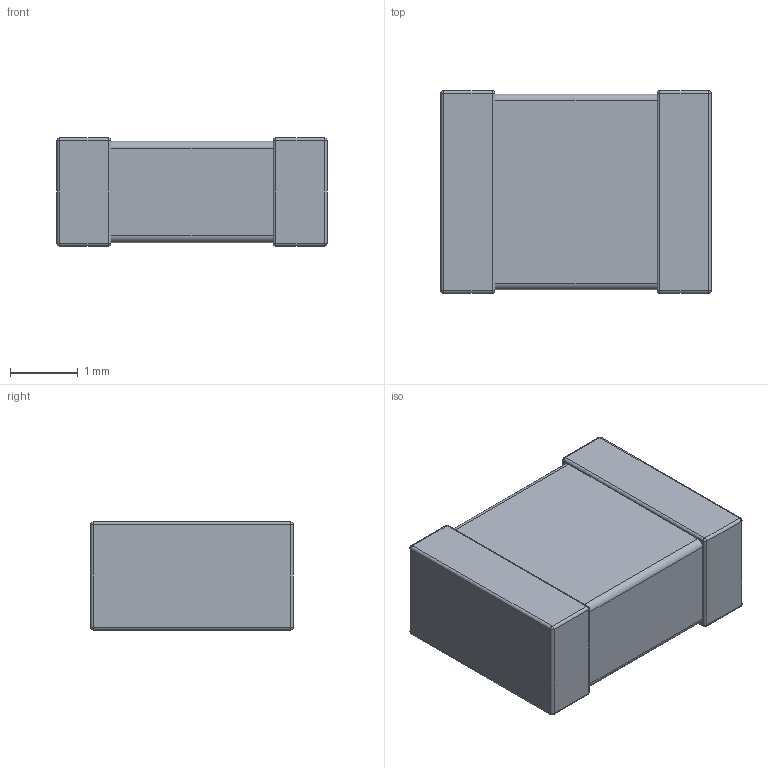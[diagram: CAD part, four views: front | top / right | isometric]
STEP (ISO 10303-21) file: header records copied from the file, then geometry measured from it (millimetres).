
FILE_DESCRIPTION(('FreeCAD Model'),'2;1');
FILE_NAME('L1612.step','2023-05-29T11:40:30',( 'Author'),(''),'Open CASCADE STEP processor 7.3','FreeCAD','Unknown' );
FILE_SCHEMA(('AUTOMOTIVE_DESIGN { 1 0 10303 214 1 1 1 1 }'));
Length unit declared in the file: millimetre
Products named in the file (1): Fillet001
Bounding box: 4 x 3 x 1.6 mm (x, y, z)
Volume: 18.1 mm3; surface area: 45.2 mm2
Topology: 1 solids, 1 shells, 60 faces, 136 edges, 64 vertices
Faces by surface type: cylinder 28, plane 16, sphere 16
Entity records: 3457 total; most frequent: CARTESIAN_POINT 573, DIRECTION 470, ORIENTED_EDGE 240, PCURVE 240, DEFINITIONAL_REPRESENTATION 240, LINE 232, VECTOR 232, EDGE_CURVE 120
